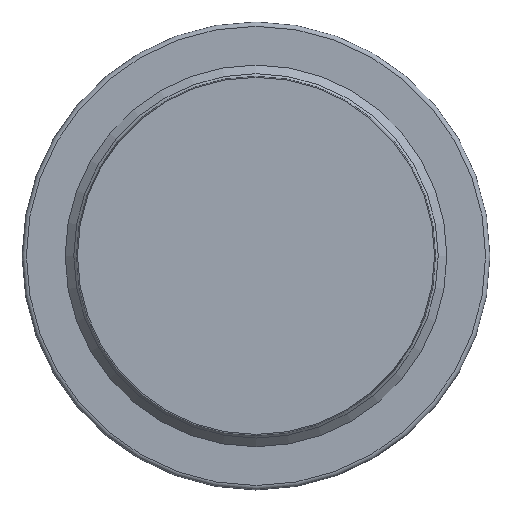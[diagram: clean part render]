
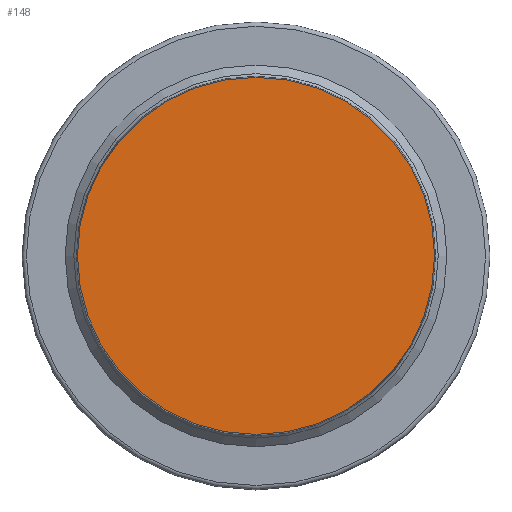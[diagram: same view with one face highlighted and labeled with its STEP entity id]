
A CAD part, top view. The second image highlights one B-rep face of the part: STEP entity #148.
In plain terms, the highlighted planar face has unit normal (0, 0, 1).
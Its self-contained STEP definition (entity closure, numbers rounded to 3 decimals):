
#148=ADVANCED_FACE('',(#166),#162,.T.);
#162=PLANE('',#261);
#166=FACE_OUTER_BOUND('',#168,.T.);
#168=EDGE_LOOP('',(#194));
#194=ORIENTED_EDGE('',*,*,#233,.T.);
#220=VERTEX_POINT('',#345);
#233=EDGE_CURVE('',#220,#220,#246,.T.);
#246=CIRCLE('',#260,8.282);
#260=AXIS2_PLACEMENT_3D('',#344,#289,#290);
#261=AXIS2_PLACEMENT_3D('',#346,#291,#292);
#289=DIRECTION('',(0.,0.,1.));
#290=DIRECTION('',(1.,0.,0.));
#291=DIRECTION('',(0.,0.,1.));
#292=DIRECTION('',(1.,0.,0.));
#344=CARTESIAN_POINT('',(0.,0.,0.));
#345=CARTESIAN_POINT('',(8.282,0.,0.));
#346=CARTESIAN_POINT('',(0.,0.,0.));
